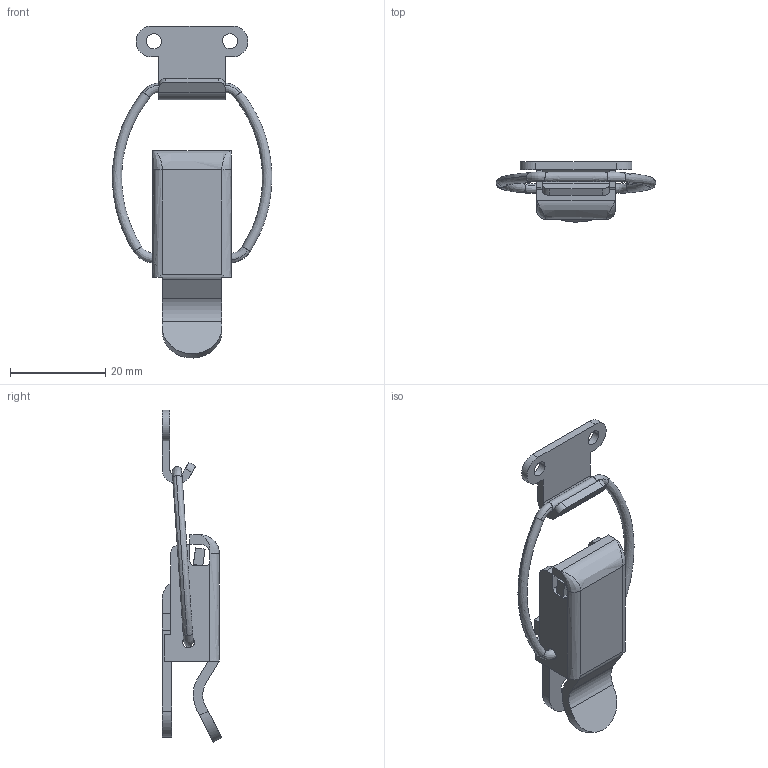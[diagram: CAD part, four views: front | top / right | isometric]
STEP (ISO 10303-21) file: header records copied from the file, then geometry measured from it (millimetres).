
FILE_DESCRIPTION((''),'2;1');
FILE_NAME('','2005-07-15T15:37:29',(''),(''),'','CADfix','');
FILE_SCHEMA(('AUTOMOTIVE_DESIGN'));
Length unit declared in the file: millimetre
Products named in the file (5): lever; keeper; base; arm; TL_24_30759_36
Assembly tree (4 placements, depth 2):
  TL_24_30759_36
    lever
    keeper
    base
    arm
Bounding box: 33.47 x 12.5 x 69.7 mm (x, y, z)
Volume: 3890.7 mm3; surface area: 5240.6 mm2
Topology: 4 solids, 4 shells, 202 faces, 564 edges, 370 vertices
Faces by surface type: bspline 202
Entity records: 9939 total; most frequent: CARTESIAN_POINT 6647, ORIENTED_EDGE 1128, EDGE_CURVE 564, VERTEX_POINT 370, QUASI_UNIFORM_CURVE 253, EDGE_LOOP 214, FACE_OUTER_BOUND 202, ADVANCED_FACE 202
